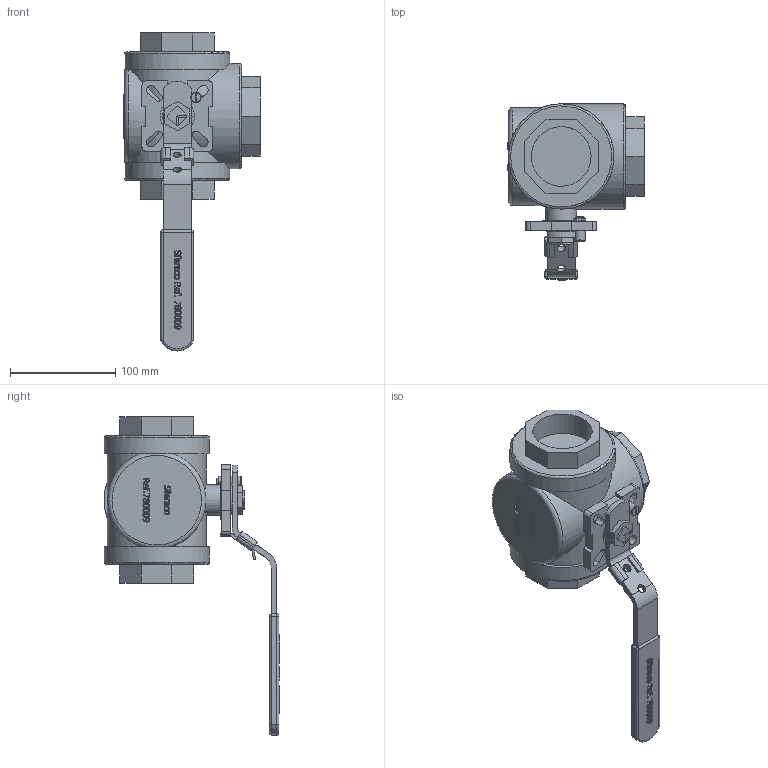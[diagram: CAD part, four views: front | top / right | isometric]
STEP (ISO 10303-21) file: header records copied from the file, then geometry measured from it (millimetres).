
FILE_DESCRIPTION(/* description */ ('780009_M'),/* implementation_level */ '2;1');
FILE_NAME(/* name */ '780009_M.stp',/* time_stamp */ '2018-05-09T14:05:47+02:00',/* author */ ('jmorand'),/* organization */ ('Sferaco'),/* preprocessor_version */ 'ST-DEVELOPER v16.5',/* originating_system */ 'Autodesk Inventor 2017',/* authorisation */ '');
FILE_SCHEMA (('CONFIG_CONTROL_DESIGN'));
Length unit declared in the file: millimetre
Products named in the file (1): 780009_M_bd
Bounding box: 130 x 167 x 302 mm (x, y, z)
Volume: 1098717.1 mm3; surface area: 135945 mm2
Topology: 1 solids, 10 shells, 832 faces, 2202 edges, 1447 vertices
Faces by surface type: plane 407, bspline 342, cylinder 66, cone 7, torus 6, sphere 4
Full cylindrical faces by diameter (mm): 6 x2, 8 x2, 10 x1, 28 x1, 29 x1, 32.5 x1, 36 x1, 40 x2, 56.656 x3, 100 x3
Entity records: 29339 total; most frequent: CARTESIAN_POINT 10338, ORIENTED_EDGE 4322, DIRECTION 2571, EDGE_CURVE 2161, VERTEX_POINT 1432, LINE 1279, VECTOR 1279, EDGE_LOOP 941
